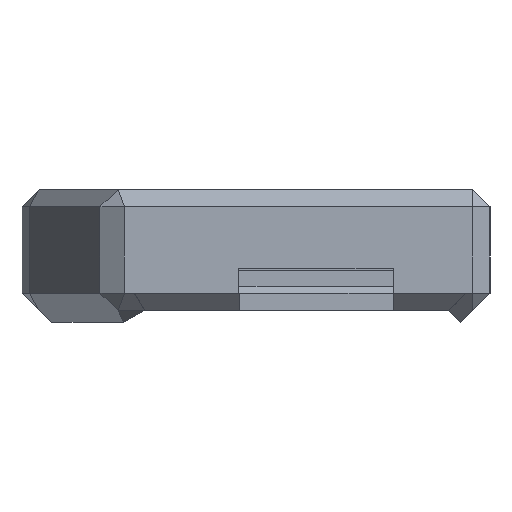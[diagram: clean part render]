
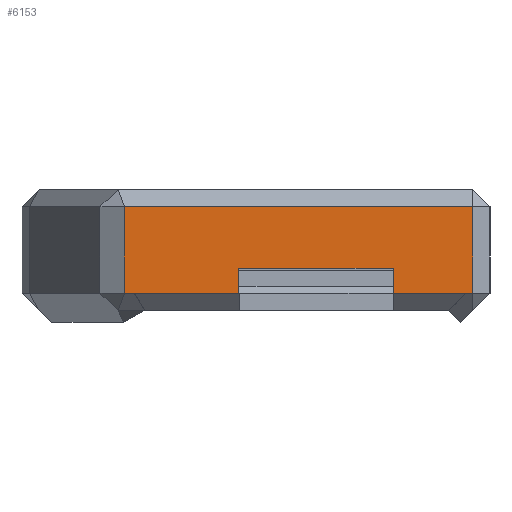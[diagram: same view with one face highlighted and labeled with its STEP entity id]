
A CAD part, left-side view. The second image highlights one B-rep face of the part: STEP entity #6153.
In plain terms, the highlighted planar face has unit normal (-1, 0, 0).
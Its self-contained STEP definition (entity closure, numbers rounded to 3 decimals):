
#494=FACE_OUTER_BOUND('',#845,.T.);
#845=EDGE_LOOP('',(#5085,#5086,#5087,#5088,#5089,#5090,#5091,#5092));
#1409=LINE('',#10109,#2146);
#1414=LINE('',#10118,#2151);
#1415=LINE('',#10121,#2152);
#1419=LINE('',#10129,#2156);
#1428=LINE('',#10145,#2165);
#1488=LINE('',#10265,#2225);
#1489=LINE('',#10267,#2226);
#1490=LINE('',#10268,#2227);
#2146=VECTOR('',#7347,10.);
#2151=VECTOR('',#7354,10.);
#2152=VECTOR('',#7357,10.);
#2156=VECTOR('',#7363,10.);
#2165=VECTOR('',#7374,10.);
#2225=VECTOR('',#7474,10.);
#2226=VECTOR('',#7475,10.);
#2227=VECTOR('',#7476,10.);
#2840=VERTEX_POINT('',#10106);
#2841=VERTEX_POINT('',#10108);
#2844=VERTEX_POINT('',#10116);
#2845=VERTEX_POINT('',#10120);
#2848=VERTEX_POINT('',#10128);
#2854=VERTEX_POINT('',#10143);
#2894=VERTEX_POINT('',#10264);
#2895=VERTEX_POINT('',#10266);
#3584=EDGE_CURVE('',#2841,#2840,#1409,.T.);
#3589=EDGE_CURVE('',#2840,#2844,#1414,.T.);
#3590=EDGE_CURVE('',#2845,#2841,#1415,.T.);
#3594=EDGE_CURVE('',#2845,#2848,#1419,.T.);
#3603=EDGE_CURVE('',#2854,#2844,#1428,.T.);
#3663=EDGE_CURVE('',#2894,#2854,#1488,.T.);
#3664=EDGE_CURVE('',#2895,#2894,#1489,.T.);
#3665=EDGE_CURVE('',#2848,#2895,#1490,.T.);
#5085=ORIENTED_EDGE('',*,*,#3584,.T.);
#5086=ORIENTED_EDGE('',*,*,#3589,.T.);
#5087=ORIENTED_EDGE('',*,*,#3603,.F.);
#5088=ORIENTED_EDGE('',*,*,#3663,.F.);
#5089=ORIENTED_EDGE('',*,*,#3664,.F.);
#5090=ORIENTED_EDGE('',*,*,#3665,.F.);
#5091=ORIENTED_EDGE('',*,*,#3594,.F.);
#5092=ORIENTED_EDGE('',*,*,#3590,.T.);
#5827=PLANE('',#6461);
#6153=ADVANCED_FACE('',(#494),#5827,.T.);
#6461=AXIS2_PLACEMENT_3D('',#10263,#7472,#7473);
#7347=DIRECTION('',(0.,-1.,0.));
#7354=DIRECTION('',(0.,0.,-1.));
#7357=DIRECTION('',(0.,0.,1.));
#7363=DIRECTION('',(0.,1.,0.));
#7374=DIRECTION('',(0.,1.,0.));
#7472=DIRECTION('center_axis',(-1.,0.,0.));
#7473=DIRECTION('ref_axis',(0.,-1.,0.));
#7474=DIRECTION('',(0.,0.,-1.));
#7475=DIRECTION('',(0.,-1.,0.));
#7476=DIRECTION('',(0.,0.,1.));
#10106=CARTESIAN_POINT('',(-3.5,4.9,-1.4));
#10108=CARTESIAN_POINT('',(-3.5,18.5,-1.4));
#10109=CARTESIAN_POINT('',(-3.5,21.225,-1.4));
#10116=CARTESIAN_POINT('',(-3.5,4.9,-3.6));
#10118=CARTESIAN_POINT('',(-3.5,4.9,-0.7));
#10120=CARTESIAN_POINT('',(-3.5,18.5,-3.6));
#10121=CARTESIAN_POINT('',(-3.5,18.5,-1.818));
#10128=CARTESIAN_POINT('',(-3.5,28.5,-3.6));
#10129=CARTESIAN_POINT('',(-3.5,27.225,-3.6));
#10143=CARTESIAN_POINT('',(-3.5,-2.1,-3.6));
#10145=CARTESIAN_POINT('',(-3.5,27.225,-3.6));
#10263=CARTESIAN_POINT('Origin',(-3.5,37.5,0.));
#10264=CARTESIAN_POINT('',(-3.5,-2.1,4.));
#10265=CARTESIAN_POINT('',(-3.5,-2.1,0.));
#10266=CARTESIAN_POINT('',(-3.5,28.5,4.));
#10267=CARTESIAN_POINT('',(-3.5,27.225,4.));
#10268=CARTESIAN_POINT('',(-3.5,28.5,0.));
